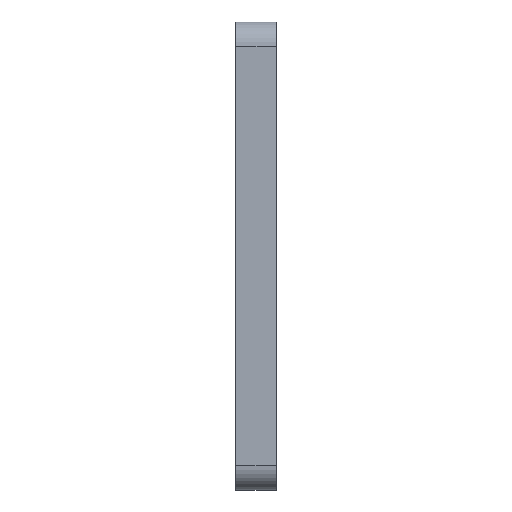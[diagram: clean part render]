
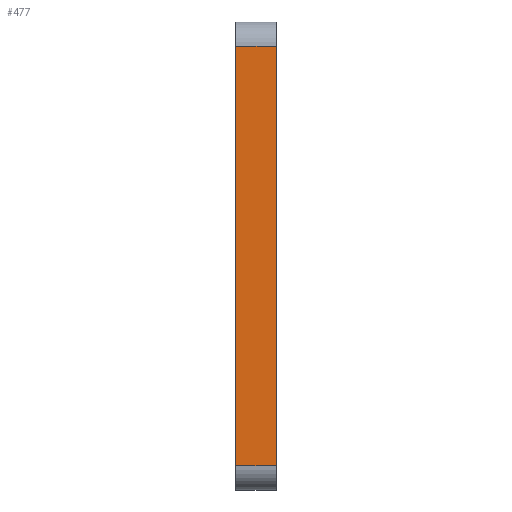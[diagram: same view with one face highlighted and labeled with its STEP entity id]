
A CAD part, front view. The second image highlights one B-rep face of the part: STEP entity #477.
In plain terms, the highlighted planar face has unit normal (0, -1, 0).
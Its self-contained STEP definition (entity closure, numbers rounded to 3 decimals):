
#38=PLANE('',#528);
#49=FACE_OUTER_BOUND('',#77,.T.);
#77=EDGE_LOOP('',(#361,#362,#363,#364));
#107=LINE('',#740,#136);
#109=LINE('',#746,#138);
#113=LINE('',#786,#142);
#114=LINE('',#787,#143);
#136=VECTOR('',#591,10.);
#138=VECTOR('',#597,10.);
#142=VECTOR('',#635,10.);
#143=VECTOR('',#636,10.);
#208=VERTEX_POINT('',#737);
#209=VERTEX_POINT('',#739);
#211=VERTEX_POINT('',#745);
#230=VERTEX_POINT('',#785);
#258=EDGE_CURVE('',#208,#209,#107,.T.);
#261=EDGE_CURVE('',#209,#211,#109,.T.);
#281=EDGE_CURVE('',#230,#208,#113,.T.);
#282=EDGE_CURVE('',#211,#230,#114,.T.);
#361=ORIENTED_EDGE('',*,*,#258,.F.);
#362=ORIENTED_EDGE('',*,*,#281,.F.);
#363=ORIENTED_EDGE('',*,*,#282,.F.);
#364=ORIENTED_EDGE('',*,*,#261,.F.);
#477=ADVANCED_FACE('',(#49),#38,.T.);
#528=AXIS2_PLACEMENT_3D('',#784,#633,#634);
#591=DIRECTION('',(-1.,0.,0.));
#597=DIRECTION('',(0.,0.,1.));
#633=DIRECTION('center_axis',(0.,-1.,0.));
#634=DIRECTION('ref_axis',(0.,0.,-1.));
#635=DIRECTION('',(0.,0.,-1.));
#636=DIRECTION('',(1.,0.,0.));
#737=CARTESIAN_POINT('',(-51.8,-9.,-6.));
#739=CARTESIAN_POINT('',(-56.8,-9.,-6.));
#740=CARTESIAN_POINT('',(-54.8,-9.,-6.));
#745=CARTESIAN_POINT('',(-56.8,-9.,46.));
#746=CARTESIAN_POINT('',(-56.8,-9.,49.));
#784=CARTESIAN_POINT('Origin',(-54.8,-9.,49.));
#785=CARTESIAN_POINT('',(-51.8,-9.,46.));
#786=CARTESIAN_POINT('',(-51.8,-9.,49.));
#787=CARTESIAN_POINT('',(-54.8,-9.,46.));
